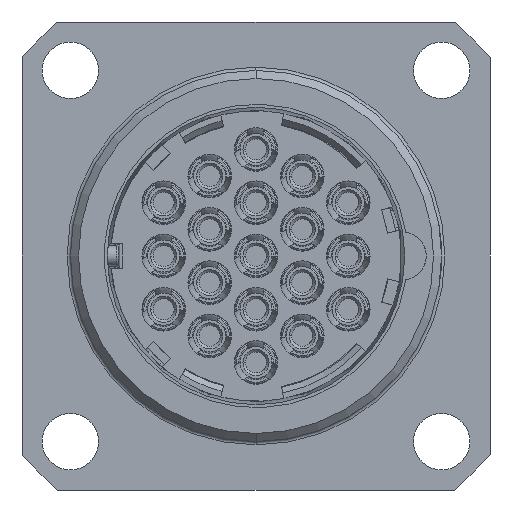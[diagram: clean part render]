
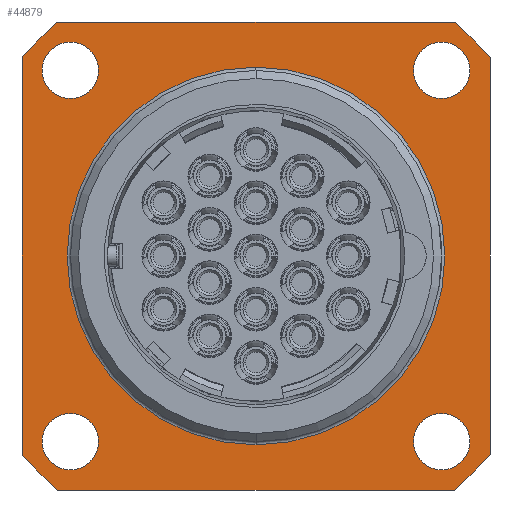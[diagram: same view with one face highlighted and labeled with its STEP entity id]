
A CAD part, left-side view. The second image highlights one B-rep face of the part: STEP entity #44879.
In plain terms, the highlighted planar face has unit normal (-1, 0, 0).
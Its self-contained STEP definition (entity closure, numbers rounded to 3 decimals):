
#69=CARTESIAN_POINT('',(-1.7,0.,0.));
#70=DIRECTION('',(1.,0.,0.));
#71=DIRECTION('',(0.,0.,-1.));
#72=AXIS2_PLACEMENT_3D('',#69,#70,#71);
#84=CARTESIAN_POINT('',(-1.7,0.,0.));
#85=DIRECTION('',(1.,0.,0.));
#86=DIRECTION('',(0.,0.,1.));
#87=AXIS2_PLACEMENT_3D('',#84,#85,#86);
#513=CARTESIAN_POINT('',(-1.7,0.,0.));
#514=DIRECTION('',(-1.,0.,0.));
#515=DIRECTION('',(0.,-0.646,-0.763));
#516=AXIS2_PLACEMENT_3D('',#513,#514,#515);
#518=DIRECTION('',(0.,-1.,0.));
#519=VECTOR('',#518,24.556);
#520=CARTESIAN_POINT('',(-1.7,12.278,-14.5));
#521=LINE('3081',#520,#519);
#522=CARTESIAN_POINT('',(-1.7,0.,0.));
#523=DIRECTION('',(-1.,0.,0.));
#524=DIRECTION('',(0.,0.763,-0.646));
#525=AXIS2_PLACEMENT_3D('',#522,#523,#524);
#527=DIRECTION('',(0.,0.,-1.));
#528=VECTOR('',#527,24.556);
#529=CARTESIAN_POINT('',(-1.7,14.5,12.278));
#530=LINE('3080',#529,#528);
#531=CARTESIAN_POINT('',(-1.7,0.,0.));
#532=DIRECTION('',(-1.,0.,0.));
#533=DIRECTION('',(0.,0.646,0.763));
#534=AXIS2_PLACEMENT_3D('',#531,#532,#533);
#536=DIRECTION('',(0.,1.,0.));
#537=VECTOR('',#536,24.556);
#538=CARTESIAN_POINT('',(-1.7,-12.278,14.5));
#539=LINE('3079',#538,#537);
#540=CARTESIAN_POINT('',(-1.7,0.,0.));
#541=DIRECTION('',(-1.,0.,0.));
#542=DIRECTION('',(0.,-0.763,0.646));
#543=AXIS2_PLACEMENT_3D('',#540,#541,#542);
#545=DIRECTION('',(0.,0.,1.));
#546=VECTOR('',#545,24.556);
#547=CARTESIAN_POINT('',(-1.7,-14.5,-12.278));
#548=LINE('3078',#547,#546);
#549=CARTESIAN_POINT('',(-1.7,11.5,-11.5));
#550=DIRECTION('',(1.,0.,0.));
#551=DIRECTION('',(0.,0.,-1.));
#552=AXIS2_PLACEMENT_3D('',#549,#550,#551);
#554=CARTESIAN_POINT('',(-1.7,11.5,-11.5));
#555=DIRECTION('',(1.,0.,0.));
#556=DIRECTION('',(0.,0.,1.));
#557=AXIS2_PLACEMENT_3D('',#554,#555,#556);
#559=CARTESIAN_POINT('',(-1.7,11.5,11.5));
#560=DIRECTION('',(1.,0.,0.));
#561=DIRECTION('',(0.,0.,-1.));
#562=AXIS2_PLACEMENT_3D('',#559,#560,#561);
#564=CARTESIAN_POINT('',(-1.7,11.5,11.5));
#565=DIRECTION('',(1.,0.,0.));
#566=DIRECTION('',(0.,0.,1.));
#567=AXIS2_PLACEMENT_3D('',#564,#565,#566);
#569=CARTESIAN_POINT('',(-1.7,-11.5,11.5));
#570=DIRECTION('',(1.,0.,0.));
#571=DIRECTION('',(0.,0.,-1.));
#572=AXIS2_PLACEMENT_3D('',#569,#570,#571);
#574=CARTESIAN_POINT('',(-1.7,-11.5,11.5));
#575=DIRECTION('',(1.,0.,0.));
#576=DIRECTION('',(0.,0.,1.));
#577=AXIS2_PLACEMENT_3D('',#574,#575,#576);
#579=CARTESIAN_POINT('',(-1.7,-11.5,-11.5));
#580=DIRECTION('',(1.,0.,0.));
#581=DIRECTION('',(0.,0.,-1.));
#582=AXIS2_PLACEMENT_3D('',#579,#580,#581);
#584=CARTESIAN_POINT('',(-1.7,-11.5,-11.5));
#585=DIRECTION('',(1.,0.,0.));
#586=DIRECTION('',(0.,0.,1.));
#587=AXIS2_PLACEMENT_3D('',#584,#585,#586);
#36345=CARTESIAN_POINT('',(-1.7,-14.5,-12.278));
#36346=CARTESIAN_POINT('',(-1.7,-14.5,12.278));
#36347=VERTEX_POINT('',#36345);
#36348=VERTEX_POINT('',#36346);
#36349=CARTESIAN_POINT('',(-1.7,-12.278,14.5));
#36350=CARTESIAN_POINT('',(-1.7,12.278,14.5));
#36351=VERTEX_POINT('',#36349);
#36352=VERTEX_POINT('',#36350);
#36353=CARTESIAN_POINT('',(-1.7,14.5,12.278));
#36354=CARTESIAN_POINT('',(-1.7,14.5,-12.278));
#36355=VERTEX_POINT('',#36353);
#36356=VERTEX_POINT('',#36354);
#36357=CARTESIAN_POINT('',(-1.7,12.278,-14.5));
#36358=CARTESIAN_POINT('',(-1.7,-12.278,-14.5));
#36359=VERTEX_POINT('',#36357);
#36360=VERTEX_POINT('',#36358);
#36377=CARTESIAN_POINT('',(-1.7,11.5,-13.25));
#36378=CARTESIAN_POINT('',(-1.7,11.5,-9.75));
#36379=VERTEX_POINT('',#36377);
#36380=VERTEX_POINT('',#36378);
#36381=CARTESIAN_POINT('',(-1.7,11.5,9.75));
#36382=CARTESIAN_POINT('',(-1.7,11.5,13.25));
#36383=VERTEX_POINT('',#36381);
#36384=VERTEX_POINT('',#36382);
#36385=CARTESIAN_POINT('',(-1.7,-11.5,9.75));
#36386=CARTESIAN_POINT('',(-1.7,-11.5,13.25));
#36387=VERTEX_POINT('',#36385);
#36388=VERTEX_POINT('',#36386);
#36389=CARTESIAN_POINT('',(-1.7,-11.5,-13.25));
#36390=CARTESIAN_POINT('',(-1.7,-11.5,-9.75));
#36391=VERTEX_POINT('',#36389);
#36392=VERTEX_POINT('',#36390);
#36437=CARTESIAN_POINT('',(-1.7,0.,11.7));
#36438=CARTESIAN_POINT('',(-1.7,0.,-11.7));
#36439=VERTEX_POINT('',#36437);
#36440=VERTEX_POINT('',#36438);
#44828=CARTESIAN_POINT('',(-1.7,0.,0.));
#44829=DIRECTION('',(-1.,0.,0.));
#44830=DIRECTION('',(0.,1.,0.));
#44831=AXIS2_PLACEMENT_3D('',#44828,#44829,#44830);
#44832=PLANE('275',#44831);
#44834=ORIENTED_EDGE('3153',*,*,#44833,.F.);
#44836=ORIENTED_EDGE('3081',*,*,#44835,.F.);
#44838=ORIENTED_EDGE('3156',*,*,#44837,.F.);
#44840=ORIENTED_EDGE('3080',*,*,#44839,.F.);
#44842=ORIENTED_EDGE('3155',*,*,#44841,.F.);
#44844=ORIENTED_EDGE('3079',*,*,#44843,.F.);
#44846=ORIENTED_EDGE('3154',*,*,#44845,.F.);
#44848=ORIENTED_EDGE('3078',*,*,#44847,.F.);
#44849=EDGE_LOOP('275',(#44834,#44836,#44838,#44840,#44842,#44844,#44846,
#44848));
#44850=FACE_OUTER_BOUND('275',#44849,.F.);
#44852=ORIENTED_EDGE('3090',*,*,#44851,.F.);
#44854=ORIENTED_EDGE('3091',*,*,#44853,.F.);
#44855=EDGE_LOOP('275',(#44852,#44854));
#44856=FACE_BOUND('275',#44855,.F.);
#44858=ORIENTED_EDGE('3092',*,*,#44857,.F.);
#44860=ORIENTED_EDGE('3093',*,*,#44859,.F.);
#44861=EDGE_LOOP('275',(#44858,#44860));
#44862=FACE_BOUND('275',#44861,.F.);
#44864=ORIENTED_EDGE('3094',*,*,#44863,.F.);
#44866=ORIENTED_EDGE('3095',*,*,#44865,.F.);
#44867=EDGE_LOOP('275',(#44864,#44866));
#44868=FACE_BOUND('275',#44867,.F.);
#44870=ORIENTED_EDGE('3096',*,*,#44869,.F.);
#44872=ORIENTED_EDGE('3097',*,*,#44871,.F.);
#44873=EDGE_LOOP('275',(#44870,#44872));
#44874=FACE_BOUND('275',#44873,.F.);
#44875=ORIENTED_EDGE('3125',*,*,#44280,.F.);
#44876=ORIENTED_EDGE('3127',*,*,#44265,.F.);
#44877=EDGE_LOOP('275',(#44875,#44876));
#44878=FACE_BOUND('275',#44877,.F.);
#73=CIRCLE('3127',#72,11.7);
#88=CIRCLE('3125',#87,11.7);
#517=CIRCLE('3153',#516,19.);
#526=CIRCLE('3156',#525,19.);
#535=CIRCLE('3155',#534,19.);
#544=CIRCLE('3154',#543,19.);
#553=CIRCLE('3090',#552,1.75);
#558=CIRCLE('3091',#557,1.75);
#563=CIRCLE('3092',#562,1.75);
#568=CIRCLE('3093',#567,1.75);
#573=CIRCLE('3094',#572,1.75);
#578=CIRCLE('3095',#577,1.75);
#583=CIRCLE('3096',#582,1.75);
#588=CIRCLE('3097',#587,1.75);
#44265=EDGE_CURVE('3127',#36440,#36439,#73,.T.);
#44280=EDGE_CURVE('3125',#36439,#36440,#88,.T.);
#44833=EDGE_CURVE('3153',#36360,#36347,#517,.T.);
#44835=EDGE_CURVE('3081',#36359,#36360,#521,.T.);
#44837=EDGE_CURVE('3156',#36356,#36359,#526,.T.);
#44839=EDGE_CURVE('3080',#36355,#36356,#530,.T.);
#44841=EDGE_CURVE('3155',#36352,#36355,#535,.T.);
#44843=EDGE_CURVE('3079',#36351,#36352,#539,.T.);
#44845=EDGE_CURVE('3154',#36348,#36351,#544,.T.);
#44847=EDGE_CURVE('3078',#36347,#36348,#548,.T.);
#44851=EDGE_CURVE('3090',#36379,#36380,#553,.T.);
#44853=EDGE_CURVE('3091',#36380,#36379,#558,.T.);
#44857=EDGE_CURVE('3092',#36383,#36384,#563,.T.);
#44859=EDGE_CURVE('3093',#36384,#36383,#568,.T.);
#44863=EDGE_CURVE('3094',#36387,#36388,#573,.T.);
#44865=EDGE_CURVE('3095',#36388,#36387,#578,.T.);
#44869=EDGE_CURVE('3096',#36391,#36392,#583,.T.);
#44871=EDGE_CURVE('3097',#36392,#36391,#588,.T.);
#44879=ADVANCED_FACE('275',(#44850,#44856,#44862,#44868,#44874,#44878),#44832,
.T.);
